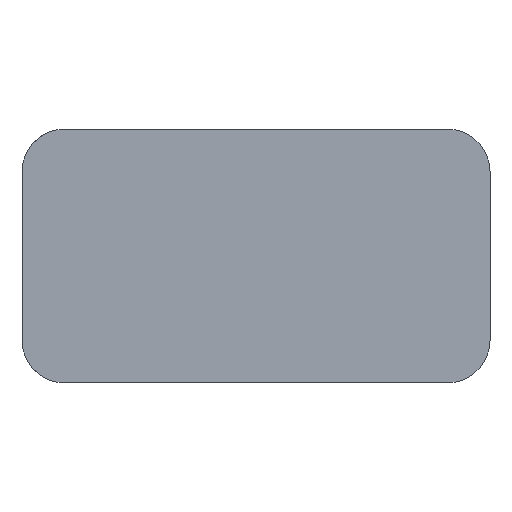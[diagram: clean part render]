
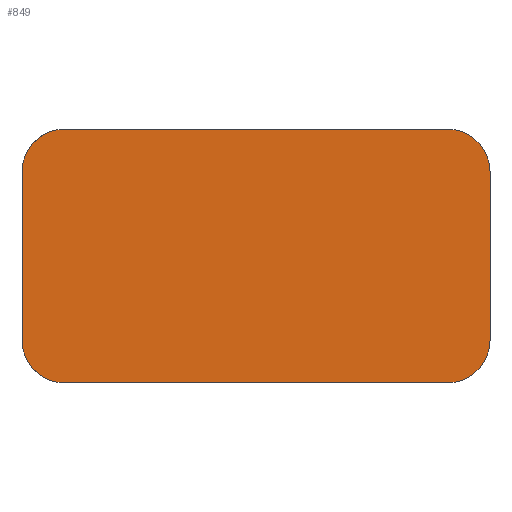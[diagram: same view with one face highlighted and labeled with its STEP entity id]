
A CAD part, front view. The second image highlights one B-rep face of the part: STEP entity #849.
In plain terms, the highlighted planar face has unit normal (0, -1, 0).
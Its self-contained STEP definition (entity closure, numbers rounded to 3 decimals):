
#48=PLANE('',#993);
#62=LINE('',#1382,#103);
#66=LINE('',#1391,#107);
#91=LINE('',#1552,#132);
#93=LINE('',#1558,#134);
#103=VECTOR('',#1059,10.);
#107=VECTOR('',#1069,10.);
#132=VECTOR('',#1268,10.);
#134=VECTOR('',#1276,10.);
#214=FACE_OUTER_BOUND('',#278,.T.);
#278=EDGE_LOOP('',(#774,#775,#776,#777,#778,#779,#780,#781));
#297=CIRCLE('',#892,15.);
#298=CIRCLE('',#895,15.);
#344=CIRCLE('',#979,15.);
#345=CIRCLE('',#982,15.);
#368=VERTEX_POINT('',#1379);
#369=VERTEX_POINT('',#1381);
#370=VERTEX_POINT('',#1385);
#371=VERTEX_POINT('',#1389);
#372=VERTEX_POINT('',#1393);
#419=VERTEX_POINT('',#1546);
#420=VERTEX_POINT('',#1550);
#421=VERTEX_POINT('',#1554);
#453=EDGE_CURVE('',#368,#369,#62,.T.);
#456=EDGE_CURVE('',#370,#368,#297,.T.);
#458=EDGE_CURVE('',#371,#370,#66,.T.);
#460=EDGE_CURVE('',#372,#371,#298,.T.);
#535=EDGE_CURVE('',#369,#419,#344,.T.);
#538=EDGE_CURVE('',#420,#372,#91,.T.);
#540=EDGE_CURVE('',#421,#420,#345,.T.);
#541=EDGE_CURVE('',#419,#421,#93,.T.);
#774=ORIENTED_EDGE('',*,*,#535,.F.);
#775=ORIENTED_EDGE('',*,*,#453,.F.);
#776=ORIENTED_EDGE('',*,*,#456,.F.);
#777=ORIENTED_EDGE('',*,*,#458,.F.);
#778=ORIENTED_EDGE('',*,*,#460,.F.);
#779=ORIENTED_EDGE('',*,*,#538,.F.);
#780=ORIENTED_EDGE('',*,*,#540,.F.);
#781=ORIENTED_EDGE('',*,*,#541,.F.);
#849=ADVANCED_FACE('',(#214),#48,.F.);
#892=AXIS2_PLACEMENT_3D('',#1387,#1064,#1065);
#895=AXIS2_PLACEMENT_3D('',#1395,#1073,#1074);
#979=AXIS2_PLACEMENT_3D('',#1547,#1262,#1263);
#982=AXIS2_PLACEMENT_3D('',#1556,#1272,#1273);
#993=AXIS2_PLACEMENT_3D('',#1568,#1295,#1296);
#1059=DIRECTION('',(-1.,0.,0.));
#1064=DIRECTION('center_axis',(0.,1.,0.));
#1065=DIRECTION('ref_axis',(0.707,0.,-0.707));
#1069=DIRECTION('',(0.,0.,-1.));
#1073=DIRECTION('center_axis',(0.,1.,0.));
#1074=DIRECTION('ref_axis',(0.707,0.,0.707));
#1262=DIRECTION('center_axis',(0.,1.,0.));
#1263=DIRECTION('ref_axis',(-0.707,0.,-0.707));
#1268=DIRECTION('',(1.,0.,0.));
#1272=DIRECTION('center_axis',(0.,1.,0.));
#1273=DIRECTION('ref_axis',(-0.707,0.,0.707));
#1276=DIRECTION('',(0.,0.,1.));
#1295=DIRECTION('center_axis',(0.,1.,0.));
#1296=DIRECTION('ref_axis',(1.,0.,0.));
#1379=CARTESIAN_POINT('',(151.,0.,-90.));
#1381=CARTESIAN_POINT('',(15.,0.,-90.));
#1382=CARTESIAN_POINT('',(166.,0.,-90.));
#1385=CARTESIAN_POINT('',(166.,0.,-75.));
#1387=CARTESIAN_POINT('Origin',(151.,0.,-75.));
#1389=CARTESIAN_POINT('',(166.,0.,-15.));
#1391=CARTESIAN_POINT('',(166.,0.,0.));
#1393=CARTESIAN_POINT('',(151.,0.,0.));
#1395=CARTESIAN_POINT('Origin',(151.,0.,-15.));
#1546=CARTESIAN_POINT('',(0.,0.,-75.));
#1547=CARTESIAN_POINT('Origin',(15.,0.,-75.));
#1550=CARTESIAN_POINT('',(15.,0.,0.));
#1552=CARTESIAN_POINT('',(0.,0.,0.));
#1554=CARTESIAN_POINT('',(0.,0.,-15.));
#1556=CARTESIAN_POINT('Origin',(15.,0.,-15.));
#1558=CARTESIAN_POINT('',(0.,0.,-90.));
#1568=CARTESIAN_POINT('Origin',(83.,0.,-45.));
